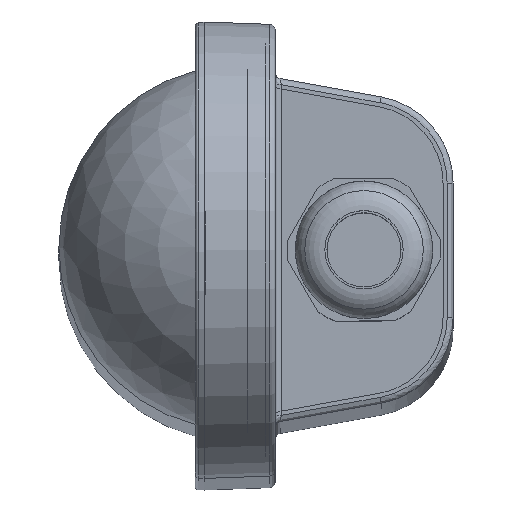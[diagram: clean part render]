
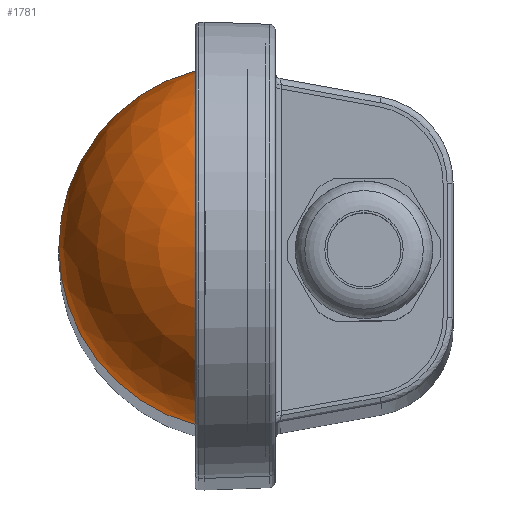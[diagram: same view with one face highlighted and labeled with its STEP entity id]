
A CAD part, top view. The second image highlights one B-rep face of the part: STEP entity #1781.
In plain terms, the highlighted spherical face has radius 30.881 mm.
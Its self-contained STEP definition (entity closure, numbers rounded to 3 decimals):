
#540 = CARTESIAN_POINT ( 'NONE',  ( 0.419, 560.999, -43.5 ) ) ;
#559 = CARTESIAN_POINT ( 'NONE',  ( -29.44, 560.999, -43.5 ) ) ;
#629 = DIRECTION ( 'NONE',  ( 1., 0., 0. ) ) ;
#846 = DIRECTION ( 'NONE',  ( 0., 1., 0. ) ) ;
#1097 = AXIS2_PLACEMENT_3D ( 'NONE', #540, #1885, #629 ) ;
#1144 = AXIS2_PLACEMENT_3D ( 'NONE', #4015, #5841, #1734 ) ;
#1724 = CARTESIAN_POINT ( 'NONE',  ( 0.419, 560.999, -35.623 ) ) ;
#1734 = DIRECTION ( 'NONE',  ( 1., 0., 0. ) ) ;
#1781 = ADVANCED_FACE ( 'NONE', ( #3106 ), #1825, .T. ) ;
#1787 = ORIENTED_EDGE ( 'NONE', *, *, #3222, .F. ) ;
#1825 = SPHERICAL_SURFACE ( 'NONE', #1144, 30.881 ) ;
#1885 = DIRECTION ( 'NONE',  ( 0., 0., 1. ) ) ;
#2208 = ORIENTED_EDGE ( 'NONE', *, *, #4420, .T. ) ;
#2358 = AXIS2_PLACEMENT_3D ( 'NONE', #1724, #846, #2730 ) ;
#2730 = DIRECTION ( 'NONE',  ( 1., 0., 0. ) ) ;
#2847 = CARTESIAN_POINT ( 'NONE',  ( 30.278, 560.999, -43.5 ) ) ;
#3106 = FACE_OUTER_BOUND ( 'NONE', #3240, .T. ) ;
#3222 = EDGE_CURVE ( 'NONE', #5389, #3464, #4605, .T. ) ;
#3240 = EDGE_LOOP ( 'NONE', ( #2208, #1787 ) ) ;
#3464 = VERTEX_POINT ( 'NONE', #559 ) ;
#4015 = CARTESIAN_POINT ( 'NONE',  ( 0.419, 560.999, -35.623 ) ) ;
#4420 = EDGE_CURVE ( 'NONE', #5389, #3464, #4942, .T. ) ;
#4605 = CIRCLE ( 'NONE', #1097, 29.859 ) ;
#4942 = CIRCLE ( 'NONE', #2358, 30.881 ) ;
#5389 = VERTEX_POINT ( 'NONE', #2847 ) ;
#5841 = DIRECTION ( 'NONE',  ( 0., 1., 0. ) ) ;
